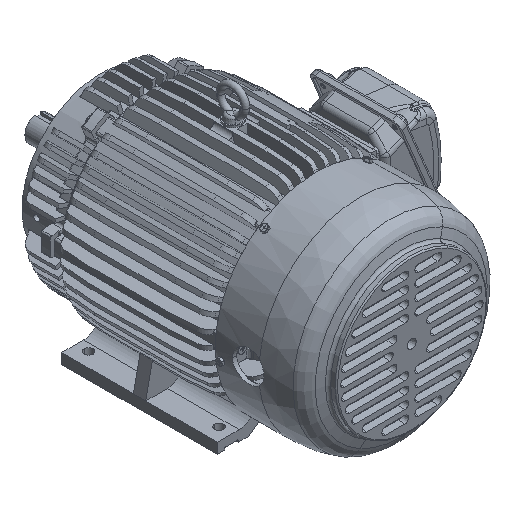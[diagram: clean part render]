
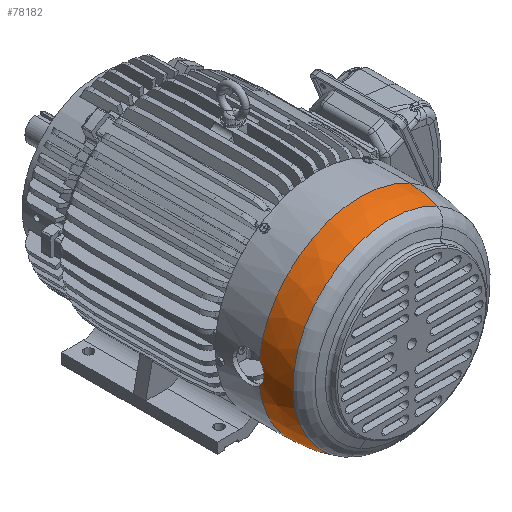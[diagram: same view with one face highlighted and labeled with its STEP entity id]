
A CAD part, isometric view. The second image highlights one B-rep face of the part: STEP entity #78182.
In plain terms, the highlighted spherical face has radius 163.5 mm.
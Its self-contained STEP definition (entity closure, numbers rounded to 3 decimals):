
#72976=CARTESIAN_POINT('Axis2P3D Location',(0.,-205.,0.)) ;
#72985=CARTESIAN_POINT('Vertex',(-78.386,-205.,-143.485)) ;
#72992=CARTESIAN_POINT('Vertex',(-74.953,-252.855,-137.201)) ;
#72995=CARTESIAN_POINT('Axis2P3D Location',(0.,-205.,0.)) ;
#73016=CARTESIAN_POINT('Vertex',(74.953,-252.855,137.201)) ;
#73047=CARTESIAN_POINT('Axis2P3D Location',(0.,-252.855,0.)) ;
#76795=CARTESIAN_POINT('Vertex',(-162.469,-205.,-18.33)) ;
#76799=CARTESIAN_POINT('Control Point',(-162.469,-205.,-18.33)) ;
#76800=CARTESIAN_POINT('Control Point',(-162.863,-208.766,-14.838)) ;
#76801=CARTESIAN_POINT('Control Point',(-163.157,-211.584,-10.302)) ;
#76802=CARTESIAN_POINT('Control Point',(-163.304,-213.,-5.148)) ;
#76803=CARTESIAN_POINT('Control Point',(-163.304,-213.,0.)) ;
#76804=CARTESIAN_POINT('Vertex',(-163.304,-213.,0.)) ;
#77288=CARTESIAN_POINT('Control Point',(-162.469,-205.,18.33)) ;
#77289=CARTESIAN_POINT('Control Point',(-162.863,-208.766,14.838)) ;
#77290=CARTESIAN_POINT('Control Point',(-163.157,-211.584,10.302)) ;
#77291=CARTESIAN_POINT('Control Point',(-163.304,-213.,5.148)) ;
#77292=CARTESIAN_POINT('Control Point',(-163.304,-213.,0.)) ;
#77293=CARTESIAN_POINT('Vertex',(-162.469,-205.,18.33)) ;
#78156=CARTESIAN_POINT('Axis2P3D Location',(0.,-205.,0.)) ;
#78161=CARTESIAN_POINT('Axis2P3D Location',(0.,-205.,0.)) ;
#78165=CARTESIAN_POINT('Vertex',(78.386,-205.,143.485)) ;
#78168=CARTESIAN_POINT('Axis2P3D Location',(0.,-205.,0.)) ;
#72977=DIRECTION('Axis2P3D Direction',(0.,1.,0.)) ;
#72978=DIRECTION('Axis2P3D XDirection',(0.479,0.,0.878)) ;
#72996=DIRECTION('Axis2P3D Direction',(0.878,0.,-0.479)) ;
#73048=DIRECTION('Axis2P3D Direction',(0.,1.,0.)) ;
#78157=DIRECTION('Axis2P3D Direction',(0.,1.,0.)) ;
#78162=DIRECTION('Axis2P3D Direction',(-0.878,0.,0.479)) ;
#78169=DIRECTION('Axis2P3D Direction',(0.,1.,0.)) ;
#72979=AXIS2_PLACEMENT_3D('Sphere Axis2P3D',#72976,#72977,#72978) ;
#72997=AXIS2_PLACEMENT_3D('Circle Axis2P3D',#72995,#72996,$) ;
#73049=AXIS2_PLACEMENT_3D('Circle Axis2P3D',#73047,#73048,$) ;
#78158=AXIS2_PLACEMENT_3D('Circle Axis2P3D',#78156,#78157,$) ;
#78163=AXIS2_PLACEMENT_3D('Circle Axis2P3D',#78161,#78162,$) ;
#78170=AXIS2_PLACEMENT_3D('Circle Axis2P3D',#78168,#78169,$) ;
#78174=ORIENTED_EDGE('',*,*,#78160,.F.) ;
#78175=ORIENTED_EDGE('',*,*,#72999,.T.) ;
#78176=ORIENTED_EDGE('',*,*,#73051,.T.) ;
#78177=ORIENTED_EDGE('',*,*,#78167,.F.) ;
#78178=ORIENTED_EDGE('',*,*,#78172,.F.) ;
#78179=ORIENTED_EDGE('',*,*,#77295,.T.) ;
#78180=ORIENTED_EDGE('',*,*,#76806,.F.) ;
#78182=ADVANCED_FACE('31407C370.1\\PartBody',(#78181),#72980,.T.) ;
#76798=B_SPLINE_CURVE_WITH_KNOTS('',4,(#76799,#76800,#76801,#76802,#76803),.UNSPECIFIED.,.F.,.U.,(5,5),(0.,29.138),.UNSPECIFIED.) ;
#77287=B_SPLINE_CURVE_WITH_KNOTS('',4,(#77288,#77289,#77290,#77291,#77292),.UNSPECIFIED.,.F.,.U.,(5,5),(0.,29.138),.UNSPECIFIED.) ;
#72998=CIRCLE('generated circle',#72997,163.5) ;
#73050=CIRCLE('generated circle',#73049,156.34) ;
#78159=CIRCLE('generated circle',#78158,163.5) ;
#78164=CIRCLE('generated circle',#78163,163.5) ;
#78171=CIRCLE('generated circle',#78170,163.5) ;
#72999=EDGE_CURVE('',#72986,#72993,#72998,.F.) ;
#73051=EDGE_CURVE('',#72993,#73017,#73050,.T.) ;
#76806=EDGE_CURVE('',#76796,#76805,#76798,.T.) ;
#77295=EDGE_CURVE('',#77294,#76805,#77287,.T.) ;
#78160=EDGE_CURVE('',#72986,#76796,#78159,.T.) ;
#78167=EDGE_CURVE('',#78166,#73017,#78164,.F.) ;
#78172=EDGE_CURVE('',#77294,#78166,#78171,.T.) ;
#78173=EDGE_LOOP('',(#78174,#78175,#78176,#78177,#78178,#78179,#78180)) ;
#78181=FACE_OUTER_BOUND('',#78173,.T.) ;
#72980=SPHERICAL_SURFACE('',#72979,163.5) ;
#72986=VERTEX_POINT('',#72985) ;
#72993=VERTEX_POINT('',#72992) ;
#73017=VERTEX_POINT('',#73016) ;
#76796=VERTEX_POINT('',#76795) ;
#76805=VERTEX_POINT('',#76804) ;
#77294=VERTEX_POINT('',#77293) ;
#78166=VERTEX_POINT('',#78165) ;
